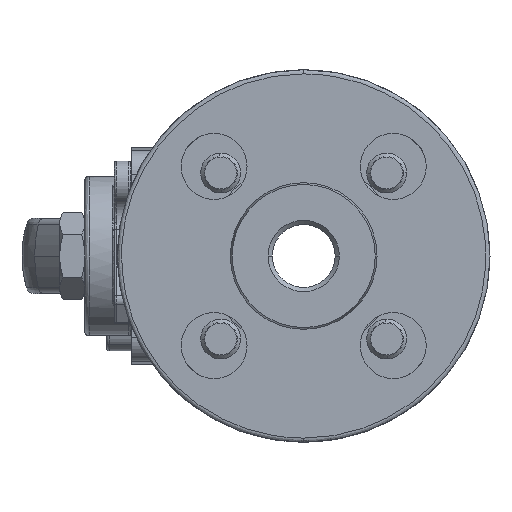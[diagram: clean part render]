
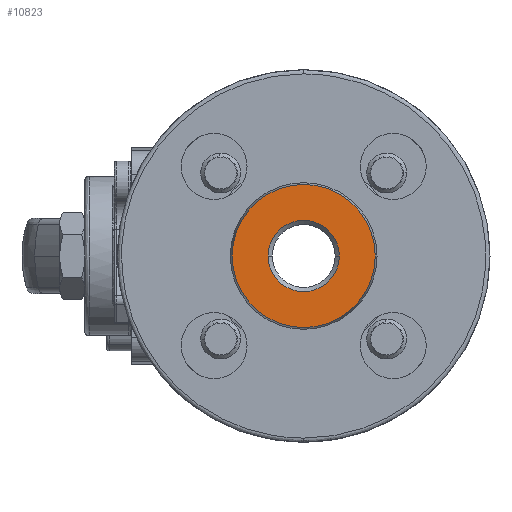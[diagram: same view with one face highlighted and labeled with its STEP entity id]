
A CAD part, left-side view. The second image highlights one B-rep face of the part: STEP entity #10823.
In plain terms, the highlighted planar face has unit normal (-1, 0, 0).
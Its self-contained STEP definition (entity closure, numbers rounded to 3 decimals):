
#361 = PLANE ( 'NONE',  #9958 ) ;
#1490 = DIRECTION ( 'NONE',  ( 1., 0., 0. ) ) ;
#2005 = CARTESIAN_POINT ( 'NONE',  ( -47., 0., 0. ) ) ;
#2670 = CARTESIAN_POINT ( 'NONE',  ( -47., -8.5, 0. ) ) ;
#3298 = AXIS2_PLACEMENT_3D ( 'NONE', #2005, #23304, #21359 ) ;
#3548 = CARTESIAN_POINT ( 'NONE',  ( -47., 0., 0. ) ) ;
#3734 = DIRECTION ( 'NONE',  ( -1., 0., 0. ) ) ;
#4984 = CIRCLE ( 'NONE', #8274, 8.5 ) ;
#5809 = DIRECTION ( 'NONE',  ( 0., 0., 1. ) ) ;
#6141 = EDGE_CURVE ( 'NONE', #16350, #19848, #23742, .T. ) ;
#6530 = CIRCLE ( 'NONE', #18116, 17.071 ) ;
#7008 = VERTEX_POINT ( 'NONE', #25540 ) ;
#8251 = CARTESIAN_POINT ( 'NONE',  ( -47., -8.5, 0. ) ) ;
#8274 = AXIS2_PLACEMENT_3D ( 'NONE', #15368, #1490, #11613 ) ;
#8671 = CIRCLE ( 'NONE', #3298, 17.071 ) ;
#9587 = EDGE_CURVE ( 'NONE', #19213, #7008, #8671, .T. ) ;
#9958 = AXIS2_PLACEMENT_3D ( 'NONE', #8251, #3734, #5809 ) ;
#10078 = FACE_OUTER_BOUND ( 'NONE', #13802, .T. ) ;
#10823 = ADVANCED_FACE ( 'NONE', ( #12169, #10078 ), #361, .T. ) ;
#11613 = DIRECTION ( 'NONE',  ( 0., -1., 0. ) ) ;
#12169 = FACE_BOUND ( 'NONE', #23202, .T. ) ;
#13802 = EDGE_LOOP ( 'NONE', ( #21239, #24943 ) ) ;
#15299 = DIRECTION ( 'NONE',  ( 1., 0., 0. ) ) ;
#15368 = CARTESIAN_POINT ( 'NONE',  ( -47., 0., 0. ) ) ;
#15473 = AXIS2_PLACEMENT_3D ( 'NONE', #3548, #18868, #23019 ) ;
#15801 = CARTESIAN_POINT ( 'NONE',  ( -47., 8.5, 0. ) ) ;
#16350 = VERTEX_POINT ( 'NONE', #15801 ) ;
#16941 = ORIENTED_EDGE ( 'NONE', *, *, #24293, .T. ) ;
#18116 = AXIS2_PLACEMENT_3D ( 'NONE', #20758, #15299, #20885 ) ;
#18868 = DIRECTION ( 'NONE',  ( 1., 0., 0. ) ) ;
#19213 = VERTEX_POINT ( 'NONE', #22486 ) ;
#19848 = VERTEX_POINT ( 'NONE', #2670 ) ;
#20758 = CARTESIAN_POINT ( 'NONE',  ( -47., 0., 0. ) ) ;
#20885 = DIRECTION ( 'NONE',  ( 0., 1., 0. ) ) ;
#21239 = ORIENTED_EDGE ( 'NONE', *, *, #9587, .F. ) ;
#21359 = DIRECTION ( 'NONE',  ( 0., 1., 0. ) ) ;
#22486 = CARTESIAN_POINT ( 'NONE',  ( -47., 17.071, 0. ) ) ;
#22687 = EDGE_CURVE ( 'NONE', #7008, #19213, #6530, .T. ) ;
#23019 = DIRECTION ( 'NONE',  ( 0., -1., 0. ) ) ;
#23033 = ORIENTED_EDGE ( 'NONE', *, *, #6141, .T. ) ;
#23202 = EDGE_LOOP ( 'NONE', ( #16941, #23033 ) ) ;
#23304 = DIRECTION ( 'NONE',  ( 1., 0., 0. ) ) ;
#23742 = CIRCLE ( 'NONE', #15473, 8.5 ) ;
#24293 = EDGE_CURVE ( 'NONE', #19848, #16350, #4984, .T. ) ;
#24943 = ORIENTED_EDGE ( 'NONE', *, *, #22687, .F. ) ;
#25540 = CARTESIAN_POINT ( 'NONE',  ( -47., -17.071, 0. ) ) ;
